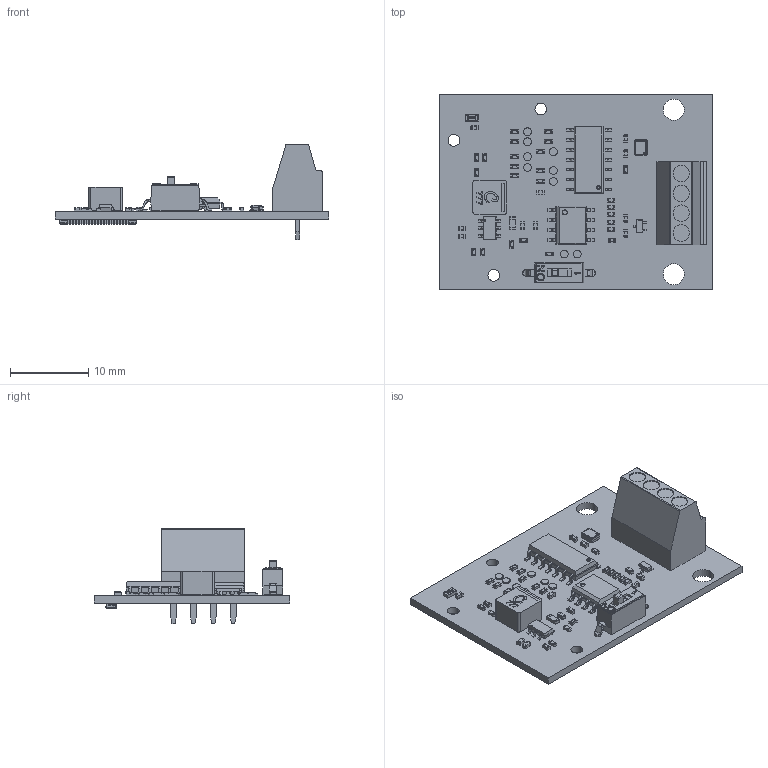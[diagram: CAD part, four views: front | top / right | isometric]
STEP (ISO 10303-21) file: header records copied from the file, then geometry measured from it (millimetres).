
FILE_DESCRIPTION(/* description */ ('PCB Design'),/* implementation_level */ '2;1');
FILE_NAME(/* name */ 'RAK13006_VB_2022_04011_1_3D',/* time_stamp */ '2022-06-02T02:05:22+08:00',/* author */ (''),/* organization */ (''),/* preprocessor_version */ 'ST-DEVELOPER v16',/* originating_system */ 'allegro_17.4S012',/* authorisation */ '');
FILE_SCHEMA (('AUTOMOTIVE_DESIGN { 1 0 10303 214 3 1 1 }'));
Products named in the file (31): RAK13006_VB_2022_04011_1_3D; BOARD_OUTLINE; COMPONENTS; SL4030; SOIC-8; SC0402; SR0603; BTB40_2X20_4MM_M; 2_54-04P; TSOT-23; SOT-523; SR0402; SC0603; TEST_POINT; SOIC-14; HDS401-8_7X2_87X2_3MM; S0SC4-2016; Coilcraft-XFL4030; CircuitWorks-SO-8 (PIC12FXXX); CAP-SM-MLCC-0402[1005]; User Library-Rchip; BTB40-2X20-4MM-M; DG308-2_54-04P-14-00A_H_; User Library-TSOT-23; User Library-SOT-523; RES-SM-CHIP; CAP-SM-MLCC-0603[1608]; TEST-POINT-SM; User Library-SOIC14-150; User Library-TO-01; User Library-NT2016SA-END4910A-48MHZ Crystal (NDK)
Assembly tree (71 placements, depth 4):
  RAK13006_VB_2022_04011_1_3D
    BOARD_OUTLINE
    COMPONENTS
      SL4030
        Coilcraft-XFL4030
      SOIC-8
        CircuitWorks-SO-8 (PIC12FXXX)
      SC0402  x11
        CAP-SM-MLCC-0402[1005]
      SR0603
        User Library-Rchip
      BTB40_2X20_4MM_M
        BTB40-2X20-4MM-M
      2_54-04P
        DG308-2_54-04P-14-00A_H_
      TSOT-23
        User Library-TSOT-23
      SOT-523
        User Library-SOT-523
      SR0402  x24
        RES-SM-CHIP
      SC0603
        CAP-SM-MLCC-0603[1608]
      TEST_POINT  x9
        TEST-POINT-SM
      SOIC-14
        User Library-SOIC14-150
      HDS401-8_7X2_87X2_3MM
        User Library-TO-01
      S0SC4-2016
        User Library-NT2016SA-END4910A-48MHZ Crystal (NDK)
Bounding box: 35 x 25 x 12.15 mm (x, y, z)
Volume: 660 mm3; surface area: 2939.6 mm2
Topology: 60 solids, 67 shells, 4670 faces, 11403 edges, 6732 vertices
Faces by surface type: plane 2262, cylinder 1634, torus 482, bspline 290, cone 2
Full cylindrical faces by diameter (mm): 0.15 x1, 0.2 x1, 1 x9
Entity records: 87319 total; most frequent: CARTESIAN_POINT 18480, ORIENTED_EDGE 12056, DIRECTION 11352, EDGE_CURVE 6039, VECTOR 4553, LINE 4553, VERTEX_POINT 3807, AXIS2_PLACEMENT_3D 3529
